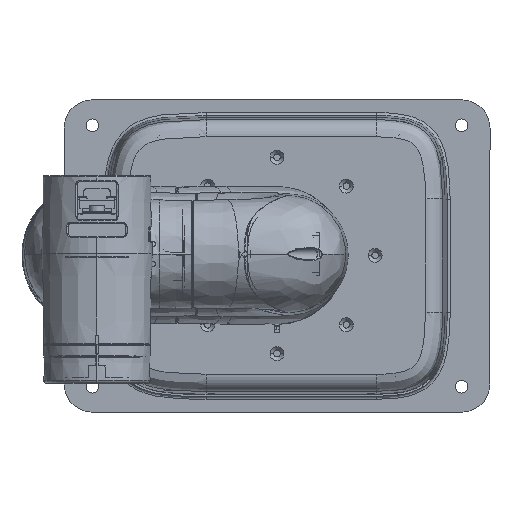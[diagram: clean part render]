
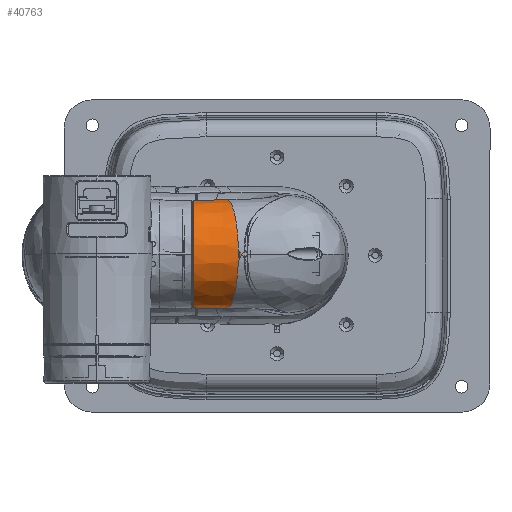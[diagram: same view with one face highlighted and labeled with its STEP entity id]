
A CAD part, top view. The second image highlights one B-rep face of the part: STEP entity #40763.
In plain terms, the highlighted conical face has half-angle 0.909 degrees and reference radius 19.206 mm.
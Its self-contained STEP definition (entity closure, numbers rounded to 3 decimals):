
#3082 = CARTESIAN_POINT ( 'NONE',  ( -15.653, -16.784, 208.105 ) ) ;
#3736 = CARTESIAN_POINT ( 'NONE',  ( -29.114, 18.952, 199.007 ) ) ;
#14927 = VECTOR ( 'NONE', #32238, 1000. ) ;
#20266 = CARTESIAN_POINT ( 'NONE',  ( -26.602, 18.993, 198.957 ) ) ;
#32238 = DIRECTION ( 'NONE',  ( 1., -0.016, 0. ) ) ;
#35224 = CARTESIAN_POINT ( 'NONE',  ( -14.744, 13.957, 212.388 ) ) ;
#35742 = CARTESIAN_POINT ( 'NONE',  ( -29.36, 0., 198.507 ) ) ;
#39123 = CARTESIAN_POINT ( 'NONE',  ( -13.611, 0., 217.712 ) ) ;
#40763 = ADVANCED_FACE ( 'NONE', ( #129067 ), #83767, .T. ) ;
#45725 = DIRECTION ( 'NONE',  ( 1., 0.016, 0. ) ) ;
#48128 = CARTESIAN_POINT ( 'NONE',  ( -12.388, 0., 217.722 ) ) ;
#57119 = CARTESIAN_POINT ( 'NONE',  ( -26.72, 18.99, 199.005 ) ) ;
#57452 = CIRCLE ( 'NONE', #131767, 18.954 ) ;
#58457 = CARTESIAN_POINT ( 'NONE',  ( -13.611, -2.534, 217.712 ) ) ;
#59626 = CARTESIAN_POINT ( 'NONE',  ( -26.36, 19.002, 198.507 ) ) ;
#63245 = CARTESIAN_POINT ( 'NONE',  ( -29.36, 18.948, 199.007 ) ) ;
#64295 = CARTESIAN_POINT ( 'NONE',  ( -17.164, -19.148, 200.995 ) ) ;
#69868 = EDGE_CURVE ( 'NONE', #123713, #119832, #177435, .T. ) ;
#69945 = CARTESIAN_POINT ( 'NONE',  ( -13.505, -19.206, 198.507 ) ) ;
#71532 = VERTEX_POINT ( 'NONE', #216645 ) ;
#75401 = CARTESIAN_POINT ( 'NONE',  ( -16.097, 18.164, 206.019 ) ) ;
#75569 = CARTESIAN_POINT ( 'NONE',  ( -26.424, 19., 198.76 ) ) ;
#76259 = CARTESIAN_POINT ( 'NONE',  ( -13.613, 0., 217.712 ) ) ;
#81805 = ORIENTED_EDGE ( 'NONE', *, *, #86189, .T. ) ;
#82497 = DIRECTION ( 'NONE',  ( 0., -1., 0. ) ) ;
#83767 = CONICAL_SURFACE ( 'NONE', #159785, 19.206, 0.016 ) ;
#86189 = EDGE_CURVE ( 'NONE', #226470, #132983, #120221, .T. ) ;
#91586 = EDGE_CURVE ( 'NONE', #110780, #71532, #122311, .T. ) ;
#92342 = CARTESIAN_POINT ( 'NONE',  ( -13.981, 8.647, 215.976 ) ) ;
#93961 = CARTESIAN_POINT ( 'NONE',  ( -17.157, 19.145, 201.033 ) ) ;
#94130 = CARTESIAN_POINT ( 'NONE',  ( -26.373, 19.002, 198.637 ) ) ;
#94952 = CARTESIAN_POINT ( 'NONE',  ( -26.458, 18.998, 198.813 ) ) ;
#96840 = VECTOR ( 'NONE', #45725, 1000. ) ;
#98758 = CARTESIAN_POINT ( 'NONE',  ( -14.441, -11.855, 213.807 ) ) ;
#102075 = CARTESIAN_POINT ( 'NONE',  ( -16.635, -18.666, 203.485 ) ) ;
#102433 = ORIENTED_EDGE ( 'NONE', *, *, #91586, .F. ) ;
#108736 = ORIENTED_EDGE ( 'NONE', *, *, #153046, .T. ) ;
#110780 = VERTEX_POINT ( 'NONE', #148503 ) ;
#111636 = CARTESIAN_POINT ( 'NONE',  ( -13.666, 3.792, 217.459 ) ) ;
#114538 = ORIENTED_EDGE ( 'NONE', *, *, #149717, .T. ) ;
#114925 = CARTESIAN_POINT ( 'NONE',  ( -17.689, 19.14, 198.529 ) ) ;
#117060 = CARTESIAN_POINT ( 'NONE',  ( -26.86, 18.988, 199.007 ) ) ;
#118084 = CARTESIAN_POINT ( 'NONE',  ( -15.2, -15.383, 210.235 ) ) ;
#119832 = VERTEX_POINT ( 'NONE', #48128 ) ;
#120221 = LINE ( 'NONE', #69945, #14927 ) ;
#120497 = CARTESIAN_POINT ( 'NONE',  ( -13.505, 19.206, 198.507 ) ) ;
#122311 = B_SPLINE_CURVE_WITH_KNOTS ( 'NONE', 3,
 ( #63245, #138872, #3736, #214401, #136385, #195135, #117060 ),
 .UNSPECIFIED., .F., .F.,
 ( 4, 3, 4 ),
 ( 0.006, 0.006, 0.008 ),
 .UNSPECIFIED. ) ;
#123713 = VERTEX_POINT ( 'NONE', #148071 ) ;
#129067 = FACE_OUTER_BOUND ( 'NONE', #233240, .T. ) ;
#130203 = EDGE_CURVE ( 'NONE', #119832, #132983, #234664, .T. ) ;
#131251 = CARTESIAN_POINT ( 'NONE',  ( -17.692, -19.14, 198.507 ) ) ;
#131767 = AXIS2_PLACEMENT_3D ( 'NONE', #35742, #227926, #230432 ) ;
#132983 = VERTEX_POINT ( 'NONE', #131251 ) ;
#136385 = CARTESIAN_POINT ( 'NONE',  ( -28.28, 18.965, 199.007 ) ) ;
#138872 = CARTESIAN_POINT ( 'NONE',  ( -29.237, 18.95, 199.007 ) ) ;
#143909 = ORIENTED_EDGE ( 'NONE', *, *, #213819, .F. ) ;
#147117 = ORIENTED_EDGE ( 'NONE', *, *, #130203, .F. ) ;
#147348 = ORIENTED_EDGE ( 'NONE', *, *, #69868, .F. ) ;
#148071 = CARTESIAN_POINT ( 'NONE',  ( -17.692, 19.14, 198.507 ) ) ;
#148503 = CARTESIAN_POINT ( 'NONE',  ( -29.36, 18.948, 199.007 ) ) ;
#149717 = EDGE_CURVE ( 'NONE', #110780, #226470, #57452, .T. ) ;
#153046 = EDGE_CURVE ( 'NONE', #166191, #71532, #218677, .T. ) ;
#154058 = CARTESIAN_POINT ( 'NONE',  ( -26.36, 19.002, 198.507 ) ) ;
#159785 = AXIS2_PLACEMENT_3D ( 'NONE', #215133, #177379, #82497 ) ;
#166191 = VERTEX_POINT ( 'NONE', #154058 ) ;
#171332 = CARTESIAN_POINT ( 'NONE',  ( -26.36, 19.002, 198.573 ) ) ;
#175154 = CARTESIAN_POINT ( 'NONE',  ( -13.719, -5.067, 217.202 ) ) ;
#177379 = DIRECTION ( 'NONE',  ( 1., 0., 0. ) ) ;
#177435 = B_SPLINE_CURVE_WITH_KNOTS ( 'NONE', 3,
 ( #207335, #114925, #93961, #75401, #35224, #92342, #111636, #248385, #76259 ),
 .UNSPECIFIED., .F., .F.,
 ( 4, 1, 1, 1, 1, 1, 4 ),
 ( 0., 0.002, 0.252, 0.501, 0.751, 0.875, 1. ),
 .UNSPECIFIED. ) ;
#195135 = CARTESIAN_POINT ( 'NONE',  ( -27.57, 18.976, 199.007 ) ) ;
#207335 = CARTESIAN_POINT ( 'NONE',  ( -17.692, 19.14, 198.507 ) ) ;
#213730 = CARTESIAN_POINT ( 'NONE',  ( -14.135, -9.728, 215.248 ) ) ;
#213819 = EDGE_CURVE ( 'NONE', #166191, #123713, #225939, .T. ) ;
#214401 = CARTESIAN_POINT ( 'NONE',  ( -28.991, 18.954, 199.007 ) ) ;
#215133 = CARTESIAN_POINT ( 'NONE',  ( -13.505, 0., 198.507 ) ) ;
#216645 = CARTESIAN_POINT ( 'NONE',  ( -26.86, 18.988, 199.007 ) ) ;
#218677 = B_SPLINE_CURVE_WITH_KNOTS ( 'NONE', 3,
 ( #59626, #171332, #94130, #75569, #94952, #20266, #57119, #229215 ),
 .UNSPECIFIED., .F., .F.,
 ( 4, 2, 2, 4 ),
 ( 0., 0.25, 0.5, 1. ),
 .UNSPECIFIED. ) ;
#225939 = LINE ( 'NONE', #120497, #96840 ) ;
#226470 = VERTEX_POINT ( 'NONE', #239281 ) ;
#227926 = DIRECTION ( 'NONE',  ( 1., 0., 0. ) ) ;
#229215 = CARTESIAN_POINT ( 'NONE',  ( -26.86, 18.988, 199.007 ) ) ;
#230432 = DIRECTION ( 'NONE',  ( 0., -1., 0. ) ) ;
#233240 = EDGE_LOOP ( 'NONE', ( #143909, #108736, #102433, #114538, #81805, #147117, #147348 ) ) ;
#233857 = CARTESIAN_POINT ( 'NONE',  ( -17.692, -19.14, 198.507 ) ) ;
#234664 = B_SPLINE_CURVE_WITH_KNOTS ( 'NONE', 3,
 ( #39123, #58457, #175154, #213730, #98758, #118084, #3082, #102075, #64295, #233857 ),
 .UNSPECIFIED., .F., .F.,
 ( 4, 2, 2, 2, 4 ),
 ( 0., 0.25, 0.5, 0.75, 1. ),
 .UNSPECIFIED. ) ;
#239281 = CARTESIAN_POINT ( 'NONE',  ( -29.36, -18.954, 198.507 ) ) ;
#248385 = CARTESIAN_POINT ( 'NONE',  ( -13.613, 1.264, 217.712 ) ) ;
